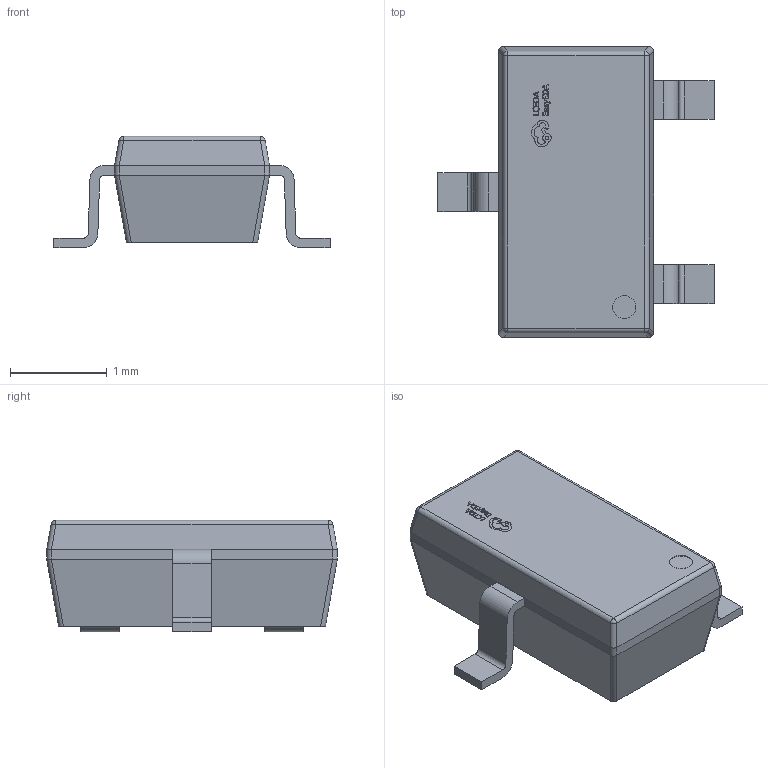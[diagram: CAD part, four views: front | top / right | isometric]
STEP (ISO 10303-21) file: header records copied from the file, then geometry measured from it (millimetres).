
FILE_DESCRIPTION (( 'STEP AP214' ), '1' );
FILE_NAME ('SC-59-3_L3.0-W1.6-P0.95-LS2.9-BR-CW.step', '2022-07-09T14:42:02', ( '' ), ( '' ), 'SwSTEP 2.0', 'SolidWorks 2020', '' );
FILE_SCHEMA (( 'AUTOMOTIVE_DESIGN' ));
Length unit declared in the file: millimetre
Products named in the file (1): SC-59-3_L3.0-W1.6-P0.95-LS2.9-BR-CW
Bounding box: 2.85 x 3 x 1.15 mm (x, y, z)
Volume: 5 mm3; surface area: 21.8 mm2
Topology: 4 solids, 4 shells, 362 faces, 969 edges, 642 vertices
Faces by surface type: plane 216, bspline 112, cylinder 30, sphere 4
Entity records: 16432 total; most frequent: CARTESIAN_POINT 4162, ORIENTED_EDGE 1938, DIRECTION 1255, EDGE_CURVE 969, LINE 673, VECTOR 673, VERTEX_POINT 642, EDGE_LOOP 389
